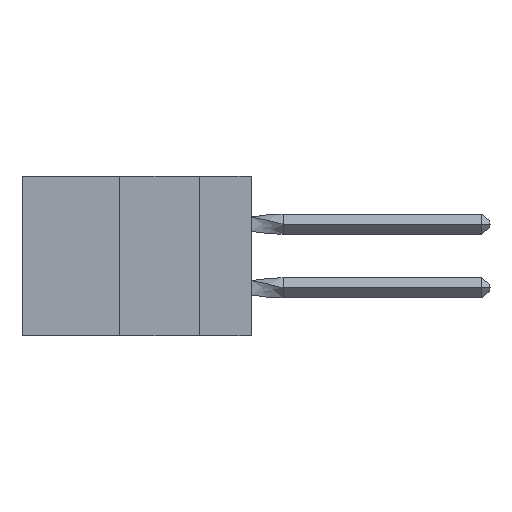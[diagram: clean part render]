
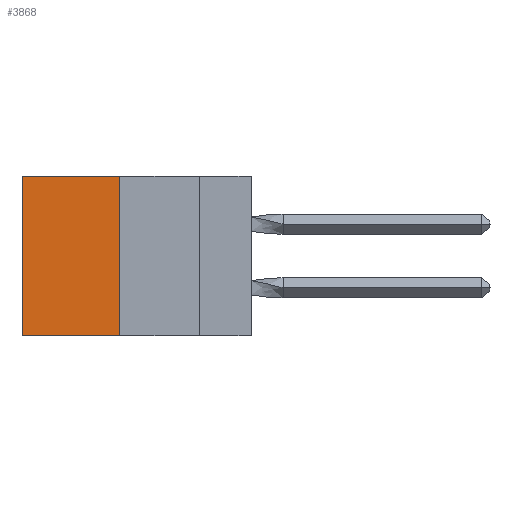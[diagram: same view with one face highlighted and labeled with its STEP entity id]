
A CAD part, left-side view. The second image highlights one B-rep face of the part: STEP entity #3868.
In plain terms, the highlighted planar face has unit normal (-1, 0, 0).
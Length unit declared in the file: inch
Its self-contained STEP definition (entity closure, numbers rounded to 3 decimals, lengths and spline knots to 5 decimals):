
#168 = LINE ( 'NONE', #8448, #27219 ) ;
#489 = EDGE_CURVE ( 'NONE', #13996, #9781, #19623, .T. ) ;
#2761 = AXIS2_PLACEMENT_3D ( 'NONE', #27018, #21116, #11025 ) ;
#2906 = DIRECTION ( 'NONE',  ( 0., 1., 0. ) ) ;
#3868 = ADVANCED_FACE ( 'NONE', ( #12047 ), #8436, .F. ) ;
#4339 = EDGE_CURVE ( 'NONE', #13996, #31408, #21212, .T. ) ;
#4404 = CARTESIAN_POINT ( 'NONE',  ( 0.305, 0.413, -0.5 ) ) ;
#4852 = ORIENTED_EDGE ( 'NONE', *, *, #4339, .F. ) ;
#5788 = CARTESIAN_POINT ( 'NONE',  ( 0.305, 0.72, 0. ) ) ;
#5863 = CARTESIAN_POINT ( 'NONE',  ( 0.305, 0.413, -0.5 ) ) ;
#7528 = CARTESIAN_POINT ( 'NONE',  ( 0.305, 0.72, -0.5 ) ) ;
#8436 = PLANE ( 'NONE',  #2761 ) ;
#8448 = CARTESIAN_POINT ( 'NONE',  ( 0.305, 0.72, -0.5 ) ) ;
#8527 = ORIENTED_EDGE ( 'NONE', *, *, #30540, .F. ) ;
#9781 = VERTEX_POINT ( 'NONE', #5788 ) ;
#10656 = EDGE_CURVE ( 'NONE', #9781, #14445, #168, .T. ) ;
#11025 = DIRECTION ( 'NONE',  ( 0., 0., -1. ) ) ;
#11365 = LINE ( 'NONE', #5863, #33773 ) ;
#11806 = DIRECTION ( 'NONE',  ( 0., 0., -1. ) ) ;
#12047 = FACE_OUTER_BOUND ( 'NONE', #18451, .T. ) ;
#13996 = VERTEX_POINT ( 'NONE', #29739 ) ;
#14445 = VERTEX_POINT ( 'NONE', #7528 ) ;
#15074 = VECTOR ( 'NONE', #2906, 39.37008 ) ;
#15834 = VECTOR ( 'NONE', #23032, 39.37008 ) ;
#18451 = EDGE_LOOP ( 'NONE', ( #23605, #8527, #4852, #32031 ) ) ;
#19184 = CARTESIAN_POINT ( 'NONE',  ( 0.305, 0.413, 0. ) ) ;
#19623 = LINE ( 'NONE', #19184, #15074 ) ;
#21116 = DIRECTION ( 'NONE',  ( 1., 0., 0. ) ) ;
#21212 = LINE ( 'NONE', #4404, #15834 ) ;
#22966 = CARTESIAN_POINT ( 'NONE',  ( 0.305, 0.413, -0.5 ) ) ;
#23032 = DIRECTION ( 'NONE',  ( 0., 0., -1. ) ) ;
#23605 = ORIENTED_EDGE ( 'NONE', *, *, #10656, .T. ) ;
#27018 = CARTESIAN_POINT ( 'NONE',  ( 0.305, 0.413, -0.5 ) ) ;
#27219 = VECTOR ( 'NONE', #11806, 39.37008 ) ;
#29739 = CARTESIAN_POINT ( 'NONE',  ( 0.305, 0.413, 0. ) ) ;
#29784 = DIRECTION ( 'NONE',  ( 0., 1., 0. ) ) ;
#30540 = EDGE_CURVE ( 'NONE', #31408, #14445, #11365, .T. ) ;
#31408 = VERTEX_POINT ( 'NONE', #22966 ) ;
#32031 = ORIENTED_EDGE ( 'NONE', *, *, #489, .T. ) ;
#33773 = VECTOR ( 'NONE', #29784, 39.37008 ) ;
